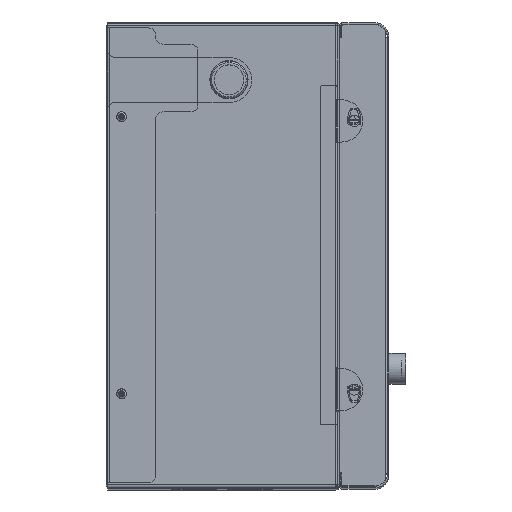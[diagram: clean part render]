
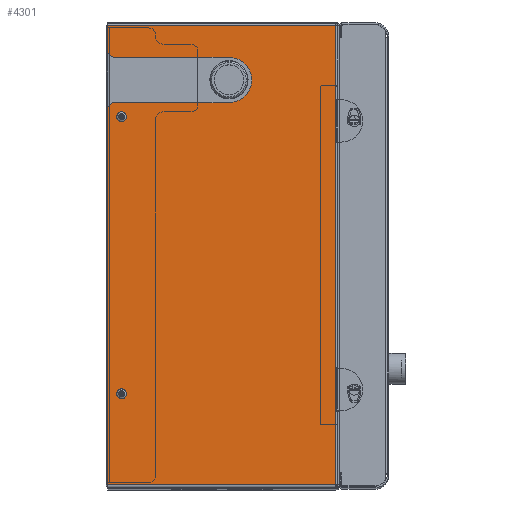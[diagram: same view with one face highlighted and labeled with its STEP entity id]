
A CAD part, top view. The second image highlights one B-rep face of the part: STEP entity #4301.
In plain terms, the highlighted planar face has unit normal (0, 0, 1).
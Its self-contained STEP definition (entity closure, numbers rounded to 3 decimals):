
#4301=ADVANCED_FACE('',(#22689,#22691,#22693),#22695,.T.);
#22689=FACE_BOUND('',#22690,.T.);
#22690=EDGE_LOOP('',(#42050,#42051,#42052,#42053,#42054,#42055,#42056,#42057,#42058,
#42059));
#22691=FACE_BOUND('',#22692,.T.);
#22692=EDGE_LOOP('',(#42060));
#22693=FACE_BOUND('',#22694,.T.);
#22694=EDGE_LOOP('',(#42061));
#22695=PLANE('',#22696);
#22696=AXIS2_PLACEMENT_3D('',#22697,#22698,#22699);
#22697=CARTESIAN_POINT('',(99.4,0.,309.));
#22698=DIRECTION('',(0.,0.,1.));
#22699=DIRECTION('',(0.,1.,0.));
#42050=ORIENTED_EDGE('',*,*,#51913,.F.);
#42051=ORIENTED_EDGE('',*,*,#51914,.T.);
#42052=ORIENTED_EDGE('',*,*,#51915,.T.);
#42053=ORIENTED_EDGE('',*,*,#51117,.T.);
#42054=ORIENTED_EDGE('',*,*,#51916,.T.);
#42055=ORIENTED_EDGE('',*,*,#51917,.T.);
#42056=ORIENTED_EDGE('',*,*,#51918,.F.);
#42057=ORIENTED_EDGE('',*,*,#51919,.T.);
#42058=ORIENTED_EDGE('',*,*,#51920,.T.);
#42059=ORIENTED_EDGE('',*,*,#51921,.T.);
#42060=ORIENTED_EDGE('',*,*,#51922,.F.);
#42061=ORIENTED_EDGE('',*,*,#51923,.F.);
#51117=EDGE_CURVE('',#57420,#57418,#57421,.T.);
#51913=EDGE_CURVE('',#58953,#58954,#58955,.F.);
#51914=EDGE_CURVE('',#58953,#58956,#58957,.T.);
#51915=EDGE_CURVE('',#58956,#57420,#58958,.T.);
#51916=EDGE_CURVE('',#57418,#58959,#58960,.T.);
#51917=EDGE_CURVE('',#58959,#58961,#58962,.T.);
#51918=EDGE_CURVE('',#58963,#58961,#58964,.F.);
#51919=EDGE_CURVE('',#58963,#58965,#58966,.F.);
#51920=EDGE_CURVE('',#58965,#58967,#58968,.F.);
#51921=EDGE_CURVE('',#58967,#58954,#58969,.F.);
#51922=EDGE_CURVE('',#58970,#58970,#58971,.F.);
#51923=EDGE_CURVE('',#58972,#58972,#58973,.F.);
#57418=VERTEX_POINT('',#69375);
#57420=VERTEX_POINT('',#69380);
#57421=LINE('',#69381,#69382);
#58953=VERTEX_POINT('',#73832);
#58954=VERTEX_POINT('',#73833);
#58955=CIRCLE('',#73834,5.);
#58956=VERTEX_POINT('',#73838);
#58957=LINE('',#73839,#73840);
#58958=LINE('',#73842,#73843);
#58959=VERTEX_POINT('',#73845);
#58960=LINE('',#73846,#73847);
#58961=VERTEX_POINT('',#73849);
#58962=LINE('',#73850,#73851);
#58963=VERTEX_POINT('',#73853);
#58964=CIRCLE('',#73854,5.);
#58965=VERTEX_POINT('',#73858);
#58966=LINE('',#73859,#73860);
#58967=VERTEX_POINT('',#73862);
#58968=CIRCLE('',#73863,16.);
#58969=LINE('',#73867,#73868);
#58970=VERTEX_POINT('',#73870);
#58971=CIRCLE('',#73871,3.5);
#58972=VERTEX_POINT('',#73875);
#58973=CIRCLE('',#73876,3.5);
#69375=CARTESIAN_POINT('',(162.5,162.5,309.));
#69380=CARTESIAN_POINT('',(162.5,-162.5,309.));
#69381=CARTESIAN_POINT('',(162.5,-162.5,309.));
#69382=VECTOR('',#69383,1.);
#69383=DIRECTION('',(0.,1.,0.));
#73832=CARTESIAN_POINT('',(1.,103.,309.));
#73833=CARTESIAN_POINT('',(6.,108.,309.));
#73834=AXIS2_PLACEMENT_3D('',#73835,#73836,#73837);
#73835=CARTESIAN_POINT('',(6.,103.,309.));
#73836=DIRECTION('',(0.,0.,1.));
#73837=DIRECTION('',(0.,1.,0.));
#73838=CARTESIAN_POINT('',(1.,-162.5,309.));
#73839=CARTESIAN_POINT('',(1.,103.,309.));
#73840=VECTOR('',#73841,1.);
#73841=DIRECTION('',(0.,-1.,0.));
#73842=CARTESIAN_POINT('',(1.,-162.5,309.));
#73843=VECTOR('',#73844,1.);
#73844=DIRECTION('',(1.,0.,0.));
#73845=CARTESIAN_POINT('',(1.,162.5,309.));
#73846=CARTESIAN_POINT('',(162.5,162.5,309.));
#73847=VECTOR('',#73848,1.);
#73848=DIRECTION('',(-1.,0.,0.));
#73849=CARTESIAN_POINT('',(1.,145.,309.));
#73850=CARTESIAN_POINT('',(1.,162.5,309.));
#73851=VECTOR('',#73852,1.);
#73852=DIRECTION('',(0.,-1.,0.));
#73853=CARTESIAN_POINT('',(6.,140.,309.));
#73854=AXIS2_PLACEMENT_3D('',#73855,#73856,#73857);
#73855=CARTESIAN_POINT('',(6.,145.,309.));
#73856=DIRECTION('',(0.,0.,1.));
#73857=DIRECTION('',(-1.,0.,0.));
#73858=CARTESIAN_POINT('',(87.,140.,309.));
#73859=CARTESIAN_POINT('',(87.,140.,309.));
#73860=VECTOR('',#73861,1.);
#73861=DIRECTION('',(-1.,0.,0.));
#73862=CARTESIAN_POINT('',(87.,108.,309.));
#73863=AXIS2_PLACEMENT_3D('',#73864,#73865,#73866);
#73864=CARTESIAN_POINT('',(87.,124.,309.));
#73865=DIRECTION('',(0.,0.,1.));
#73866=DIRECTION('',(0.,-1.,0.));
#73867=CARTESIAN_POINT('',(6.,108.,309.));
#73868=VECTOR('',#73869,1.);
#73869=DIRECTION('',(1.,0.,0.));
#73870=CARTESIAN_POINT('',(14.5,98.,309.));
#73871=AXIS2_PLACEMENT_3D('',#73872,#73873,#73874);
#73872=CARTESIAN_POINT('',(11.,98.,309.));
#73873=DIRECTION('',(0.,0.,-1.));
#73874=DIRECTION('',(1.,0.,0.));
#73875=CARTESIAN_POINT('',(14.5,-98.,309.));
#73876=AXIS2_PLACEMENT_3D('',#73877,#73878,#73879);
#73877=CARTESIAN_POINT('',(11.,-98.,309.));
#73878=DIRECTION('',(0.,0.,-1.));
#73879=DIRECTION('',(1.,0.,0.));
